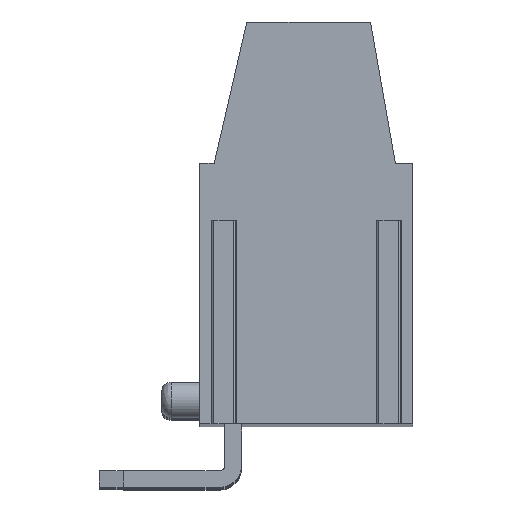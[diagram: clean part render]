
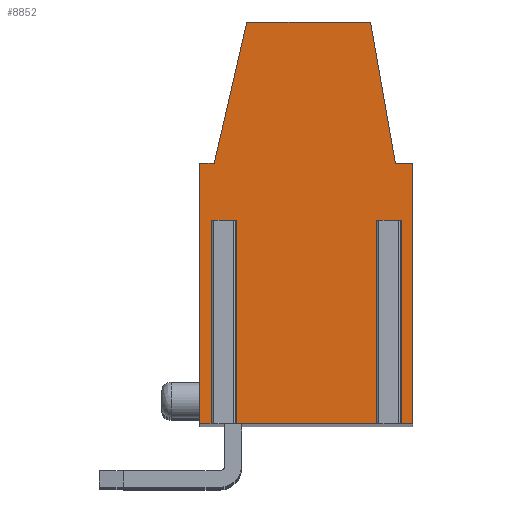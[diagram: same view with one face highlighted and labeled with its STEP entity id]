
A CAD part, top view. The second image highlights one B-rep face of the part: STEP entity #8852.
In plain terms, the highlighted planar face has unit normal (0, 0, 1).
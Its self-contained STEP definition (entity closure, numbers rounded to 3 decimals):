
#13=DIRECTION('',(-1.,0.,0.));
#14=VECTOR('',#13,0.814);
#15=CARTESIAN_POINT('',(6.453,1.45,67.5));
#16=LINE('',#15,#14);
#17=DIRECTION('',(0.,-1.,0.));
#18=VECTOR('',#17,8.5);
#19=CARTESIAN_POINT('',(5.639,1.45,67.5));
#20=LINE('',#19,#18);
#21=DIRECTION('',(-1.,0.,0.));
#22=VECTOR('',#21,6.078);
#23=CARTESIAN_POINT('',(5.639,-7.05,67.5));
#24=LINE('',#23,#22);
#25=DIRECTION('',(0.,-1.,0.));
#26=VECTOR('',#25,8.5);
#27=CARTESIAN_POINT('',(-0.439,1.45,67.5));
#28=LINE('',#27,#26);
#29=DIRECTION('',(-1.,0.,0.));
#30=VECTOR('',#29,0.814);
#31=CARTESIAN_POINT('',(-0.439,1.45,67.5));
#32=LINE('',#31,#30);
#33=DIRECTION('',(0.,-1.,0.));
#34=VECTOR('',#33,8.5);
#35=CARTESIAN_POINT('',(-1.253,1.45,67.5));
#36=LINE('',#35,#34);
#37=DIRECTION('',(-1.,0.,0.));
#38=VECTOR('',#37,0.597);
#39=CARTESIAN_POINT('',(-1.253,-7.05,67.5));
#40=LINE('',#39,#38);
#41=DIRECTION('',(0.,1.,0.));
#42=VECTOR('',#41,10.9);
#43=CARTESIAN_POINT('',(-1.85,-7.05,67.5));
#44=LINE('',#43,#42);
#45=DIRECTION('',(1.,0.,0.));
#46=VECTOR('',#45,0.6);
#47=CARTESIAN_POINT('',(-1.85,3.85,67.5));
#48=LINE('',#47,#46);
#49=DIRECTION('',(0.225,0.974,0.));
#50=VECTOR('',#49,6.055);
#51=CARTESIAN_POINT('',(-1.25,3.85,67.5));
#52=LINE('',#51,#50);
#53=DIRECTION('',(1.,0.,0.));
#54=VECTOR('',#53,5.178);
#55=CARTESIAN_POINT('',(0.112,9.75,67.5));
#56=LINE('',#55,#54);
#57=DIRECTION('',(0.174,-0.985,0.));
#58=VECTOR('',#57,5.991);
#59=CARTESIAN_POINT('',(5.29,9.75,67.5));
#60=LINE('',#59,#58);
#61=DIRECTION('',(1.,0.,0.));
#62=VECTOR('',#61,0.72);
#63=CARTESIAN_POINT('',(6.33,3.85,67.5));
#64=LINE('',#63,#62);
#65=DIRECTION('',(0.,-1.,0.));
#66=VECTOR('',#65,10.9);
#67=CARTESIAN_POINT('',(7.05,3.85,67.5));
#68=LINE('',#67,#66);
#69=DIRECTION('',(-1.,0.,0.));
#70=VECTOR('',#69,0.597);
#71=CARTESIAN_POINT('',(7.05,-7.05,67.5));
#72=LINE('',#71,#70);
#73=DIRECTION('',(0.,-1.,0.));
#74=VECTOR('',#73,8.5);
#75=CARTESIAN_POINT('',(6.453,1.45,67.5));
#76=LINE('',#75,#74);
#6921=CARTESIAN_POINT('',(7.05,3.85,67.5));
#6922=CARTESIAN_POINT('',(7.05,-7.05,67.5));
#6923=VERTEX_POINT('',#6921);
#6924=VERTEX_POINT('',#6922);
#6925=CARTESIAN_POINT('',(6.33,3.85,67.5));
#6926=VERTEX_POINT('',#6925);
#6927=CARTESIAN_POINT('',(5.29,9.75,67.5));
#6928=VERTEX_POINT('',#6927);
#6929=CARTESIAN_POINT('',(0.112,9.75,67.5));
#6930=VERTEX_POINT('',#6929);
#6931=CARTESIAN_POINT('',(-1.25,3.85,67.5));
#6932=VERTEX_POINT('',#6931);
#6933=CARTESIAN_POINT('',(-1.85,3.85,67.5));
#6934=VERTEX_POINT('',#6933);
#6935=CARTESIAN_POINT('',(-1.85,-7.05,67.5));
#6936=VERTEX_POINT('',#6935);
#7065=CARTESIAN_POINT('',(6.453,1.45,67.5));
#7066=CARTESIAN_POINT('',(5.639,1.45,67.5));
#7067=VERTEX_POINT('',#7065);
#7068=VERTEX_POINT('',#7066);
#7069=CARTESIAN_POINT('',(-0.439,1.45,67.5));
#7070=CARTESIAN_POINT('',(-1.253,1.45,67.5));
#7071=VERTEX_POINT('',#7069);
#7072=VERTEX_POINT('',#7070);
#7073=CARTESIAN_POINT('',(-1.253,-7.05,67.5));
#7074=VERTEX_POINT('',#7073);
#7075=CARTESIAN_POINT('',(-0.439,-7.05,67.5));
#7076=VERTEX_POINT('',#7075);
#7077=CARTESIAN_POINT('',(5.639,-7.05,67.5));
#7078=VERTEX_POINT('',#7077);
#7079=CARTESIAN_POINT('',(6.453,-7.05,67.5));
#7080=VERTEX_POINT('',#7079);
#8813=CARTESIAN_POINT('',(0.,0.,67.5));
#8814=DIRECTION('',(0.,0.,1.));
#8815=DIRECTION('',(1.,0.,0.));
#8816=AXIS2_PLACEMENT_3D('',#8813,#8814,#8815);
#8817=PLANE('',#8816);
#8819=ORIENTED_EDGE('',*,*,#8818,.T.);
#8821=ORIENTED_EDGE('',*,*,#8820,.T.);
#8823=ORIENTED_EDGE('',*,*,#8822,.T.);
#8825=ORIENTED_EDGE('',*,*,#8824,.F.);
#8827=ORIENTED_EDGE('',*,*,#8826,.T.);
#8829=ORIENTED_EDGE('',*,*,#8828,.T.);
#8831=ORIENTED_EDGE('',*,*,#8830,.T.);
#8833=ORIENTED_EDGE('',*,*,#8832,.T.);
#8835=ORIENTED_EDGE('',*,*,#8834,.T.);
#8837=ORIENTED_EDGE('',*,*,#8836,.T.);
#8839=ORIENTED_EDGE('',*,*,#8838,.T.);
#8841=ORIENTED_EDGE('',*,*,#8840,.T.);
#8843=ORIENTED_EDGE('',*,*,#8842,.T.);
#8845=ORIENTED_EDGE('',*,*,#8844,.T.);
#8847=ORIENTED_EDGE('',*,*,#8846,.T.);
#8849=ORIENTED_EDGE('',*,*,#8848,.F.);
#8850=EDGE_LOOP('',(#8819,#8821,#8823,#8825,#8827,#8829,#8831,#8833,#8835,#8837,
#8839,#8841,#8843,#8845,#8847,#8849));
#8851=FACE_OUTER_BOUND('',#8850,.F.);
#8818=EDGE_CURVE('',#7067,#7068,#16,.T.);
#8820=EDGE_CURVE('',#7068,#7078,#20,.T.);
#8822=EDGE_CURVE('',#7078,#7076,#24,.T.);
#8824=EDGE_CURVE('',#7071,#7076,#28,.T.);
#8826=EDGE_CURVE('',#7071,#7072,#32,.T.);
#8828=EDGE_CURVE('',#7072,#7074,#36,.T.);
#8830=EDGE_CURVE('',#7074,#6936,#40,.T.);
#8832=EDGE_CURVE('',#6936,#6934,#44,.T.);
#8834=EDGE_CURVE('',#6934,#6932,#48,.T.);
#8836=EDGE_CURVE('',#6932,#6930,#52,.T.);
#8838=EDGE_CURVE('',#6930,#6928,#56,.T.);
#8840=EDGE_CURVE('',#6928,#6926,#60,.T.);
#8842=EDGE_CURVE('',#6926,#6923,#64,.T.);
#8844=EDGE_CURVE('',#6923,#6924,#68,.T.);
#8846=EDGE_CURVE('',#6924,#7080,#72,.T.);
#8848=EDGE_CURVE('',#7067,#7080,#76,.T.);
#8852=ADVANCED_FACE('',(#8851),#8817,.T.);
